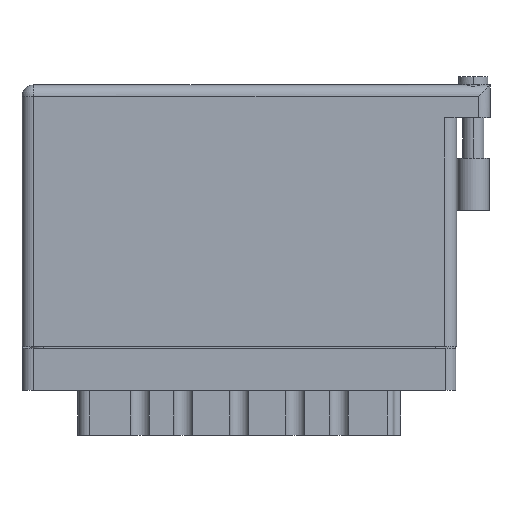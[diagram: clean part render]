
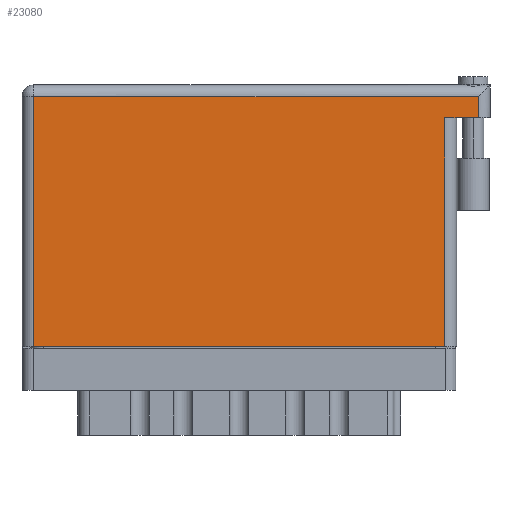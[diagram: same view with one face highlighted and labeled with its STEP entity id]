
A CAD part, front view. The second image highlights one B-rep face of the part: STEP entity #23080.
In plain terms, the highlighted face is planar.
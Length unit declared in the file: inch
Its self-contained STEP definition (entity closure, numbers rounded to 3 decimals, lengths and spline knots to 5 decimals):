
#579 = ORIENTED_EDGE ( 'NONE', *, *, #38021, .T. ) ;
#804 = LINE ( 'NONE', #19078, #40030 ) ;
#1047 = VECTOR ( 'NONE', #14985, 39.37008 ) ;
#3173 = VECTOR ( 'NONE', #48049, 39.37008 ) ;
#3720 = EDGE_CURVE ( 'NONE', #30625, #21398, #804, .T. ) ;
#4077 = LINE ( 'NONE', #13424, #17125 ) ;
#5202 = CARTESIAN_POINT ( 'NONE',  ( 2.53, 0., 0. ) ) ;
#5509 = CARTESIAN_POINT ( 'NONE',  ( 0.07, 1.496, 0. ) ) ;
#5708 = CARTESIAN_POINT ( 'NONE',  ( 2.53, 1.369, 0. ) ) ;
#7460 = ORIENTED_EDGE ( 'NONE', *, *, #19680, .T. ) ;
#8650 = FACE_OUTER_BOUND ( 'NONE', #21635, .T. ) ;
#9267 = AXIS2_PLACEMENT_3D ( 'NONE', #23764, #20263, #23928 ) ;
#11161 = CARTESIAN_POINT ( 'NONE',  ( 2.73, 1.566, 0. ) ) ;
#12795 = CARTESIAN_POINT ( 'NONE',  ( 2.53, 1.369, 0. ) ) ;
#13424 = CARTESIAN_POINT ( 'NONE',  ( 0., 1.496, 0. ) ) ;
#14497 = ORIENTED_EDGE ( 'NONE', *, *, #39088, .T. ) ;
#14985 = DIRECTION ( 'NONE',  ( 0., 1., 0. ) ) ;
#16653 = EDGE_CURVE ( 'NONE', #27941, #41019, #40541, .T. ) ;
#17125 = VECTOR ( 'NONE', #28708, 39.37008 ) ;
#17466 = CARTESIAN_POINT ( 'NONE',  ( 0., 0., 0. ) ) ;
#18497 = CARTESIAN_POINT ( 'NONE',  ( 2.73, 1.496, 0. ) ) ;
#19078 = CARTESIAN_POINT ( 'NONE',  ( 0.07, 0., 0. ) ) ;
#19680 = EDGE_CURVE ( 'NONE', #21398, #27861, #47750, .T. ) ;
#19739 = LINE ( 'NONE', #5708, #33423 ) ;
#20096 = PLANE ( 'NONE',  #9267 ) ;
#20263 = DIRECTION ( 'NONE',  ( 0., 0., -1. ) ) ;
#20322 = EDGE_CURVE ( 'NONE', #27861, #41019, #19739, .T. ) ;
#20347 = ORIENTED_EDGE ( 'NONE', *, *, #3720, .T. ) ;
#20612 = ORIENTED_EDGE ( 'NONE', *, *, #20322, .T. ) ;
#21398 = VERTEX_POINT ( 'NONE', #25448 ) ;
#21635 = EDGE_LOOP ( 'NONE', ( #7460, #20612, #32832, #14497, #579, #20347 ) ) ;
#23080 = ADVANCED_FACE ( 'NONE', ( #8650 ), #20096, .F. ) ;
#23764 = CARTESIAN_POINT ( 'NONE',  ( 0., 1.566, 0. ) ) ;
#23928 = DIRECTION ( 'NONE',  ( -1., 0., 0. ) ) ;
#25448 = CARTESIAN_POINT ( 'NONE',  ( 0.07, 0., 0. ) ) ;
#27216 = CARTESIAN_POINT ( 'NONE',  ( 2.8, 1.369, 0. ) ) ;
#27861 = VERTEX_POINT ( 'NONE', #5202 ) ;
#27941 = VERTEX_POINT ( 'NONE', #29063 ) ;
#28708 = DIRECTION ( 'NONE',  ( -1., 0., 0. ) ) ;
#29063 = CARTESIAN_POINT ( 'NONE',  ( 2.73, 1.369, 0. ) ) ;
#29601 = LINE ( 'NONE', #11161, #1047 ) ;
#30625 = VERTEX_POINT ( 'NONE', #5509 ) ;
#32832 = ORIENTED_EDGE ( 'NONE', *, *, #16653, .F. ) ;
#33423 = VECTOR ( 'NONE', #43533, 39.37008 ) ;
#34861 = DIRECTION ( 'NONE',  ( -1., 0., 0. ) ) ;
#38021 = EDGE_CURVE ( 'NONE', #40726, #30625, #4077, .T. ) ;
#39088 = EDGE_CURVE ( 'NONE', #27941, #40726, #29601, .T. ) ;
#40030 = VECTOR ( 'NONE', #45679, 39.37008 ) ;
#40541 = LINE ( 'NONE', #27216, #44717 ) ;
#40726 = VERTEX_POINT ( 'NONE', #18497 ) ;
#41019 = VERTEX_POINT ( 'NONE', #12795 ) ;
#43533 = DIRECTION ( 'NONE',  ( 0., 1., 0. ) ) ;
#44717 = VECTOR ( 'NONE', #34861, 39.37008 ) ;
#45679 = DIRECTION ( 'NONE',  ( 0., -1., 0. ) ) ;
#47750 = LINE ( 'NONE', #17466, #3173 ) ;
#48049 = DIRECTION ( 'NONE',  ( 1., 0., 0. ) ) ;
